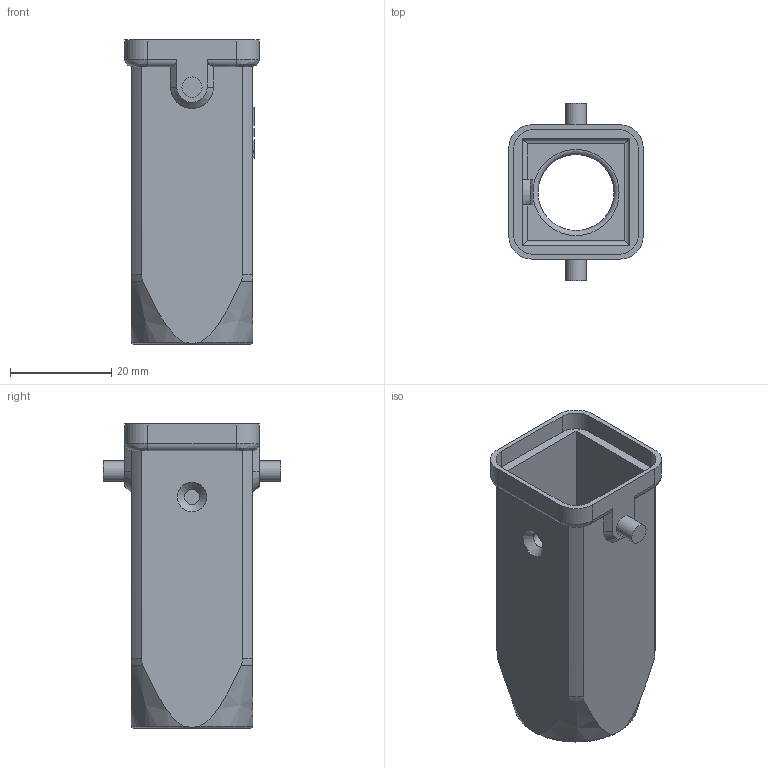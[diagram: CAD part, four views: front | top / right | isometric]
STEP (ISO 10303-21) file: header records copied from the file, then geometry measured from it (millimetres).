
FILE_DESCRIPTION(/* description */ (''),/* implementation_level */ '2;1');
FILE_NAME(/* name */ '100758721ugm000_a.stp',/* time_stamp */ '2019-08-01T08:59:15+02:00',/* author */ (''),/* organization */ (''),/* preprocessor_version */ 'ST-DEVELOPER v16.7',/* originating_system */ 'SIEMENS PLM Software NX 12.0',/* authorisation */ '');
FILE_SCHEMA (('AUTOMOTIVE_DESIGN { 1 0 10303 214 3 1 1 1 }'));
Length unit declared in the file: millimetre
Products named in the file (1): 100758721ugm000_a
Bounding box: 26.5 x 35.1 x 60 mm (x, y, z)
Volume: 9750.6 mm3; surface area: 11226.1 mm2
Topology: 1 solids, 1 shells, 182 faces, 470 edges, 311 vertices
Faces by surface type: plane 123, cylinder 32, bspline 23, cone 4
Full cylindrical faces by diameter (mm): 0.753 x1, 0.986 x1, 3 x1, 4 x2, 5.8 x1, 15 x1, 18.6 x1
Entity records: 8082 total; most frequent: CARTESIAN_POINT 2531, ORIENTED_EDGE 910, DIRECTION 768, EDGE_CURVE 455, LINE 324, VECTOR 324, VERTEX_POINT 306, AXIS2_PLACEMENT_3D 222
